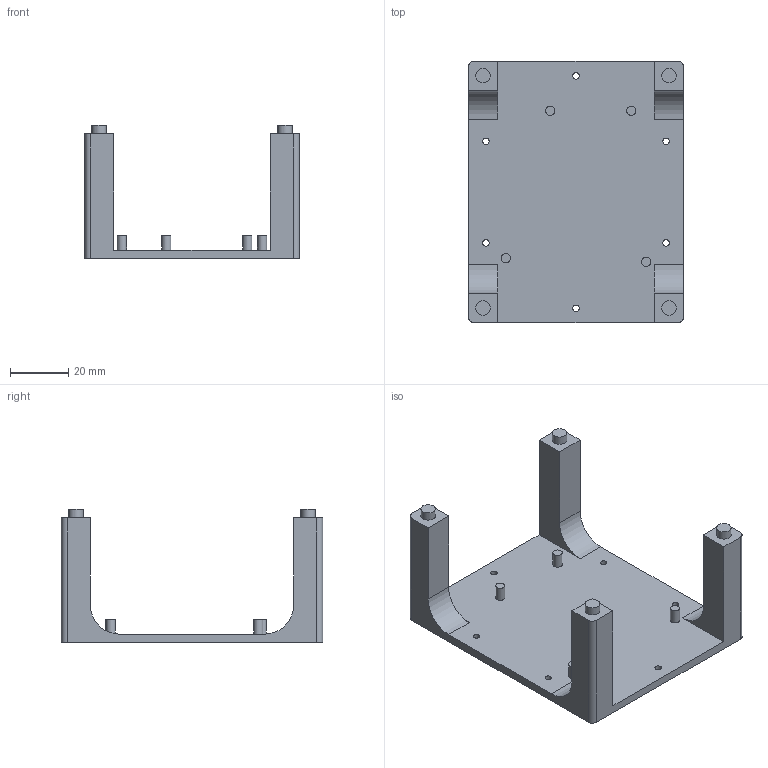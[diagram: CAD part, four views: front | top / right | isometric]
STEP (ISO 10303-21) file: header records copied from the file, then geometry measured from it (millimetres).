
FILE_DESCRIPTION(/* description */ ('STEP AP242','CAx-IF Rec.Pracs.---Representation and Presentation of Product Manufacturing Information (PMI)---4.0---2014-10-13','CAx-IF Rec.Pracs.---3D Tessellated Geometry---0.4---2014-09-14','2;1'),/* implementation_level */ '2;1');
FILE_NAME(/* name */ '6703fdbe9f29bc1ab0f9fbcf',/* time_stamp */ '2024-10-07T15:26:55Z',/* author */ (''),/* organization */ (''),/* preprocessor_version */ 'ST-DEVELOPER v20',/* originating_system */ ' ',/* authorisation */ ' ');
FILE_SCHEMA (('AP242_MANAGED_MODEL_BASED_3D_ENGINEERING_MIM_LF { 1 0 10303 442 1 1 4 }'));
Length unit declared in the file: metre
Products named in the file (1): Base section
Bounding box: 74 x 90 x 46 mm (x, y, z)
Volume: 37016.8 mm3; surface area: 21016.6 mm2
Topology: 1 solids, 1 shells, 48 faces, 114 edges, 76 vertices
Faces by surface type: plane 26, cylinder 22
Full cylindrical faces by diameter (mm): 2.2 x6, 3.18 x4, 5 x4
Entity records: 1378 total; most frequent: DIRECTION 242, CARTESIAN_POINT 225, ORIENTED_EDGE 200, EDGE_CURVE 100, AXIS2_PLACEMENT_3D 93, EDGE_LOOP 82, FACE_BOUND 82, VERTEX_POINT 76
